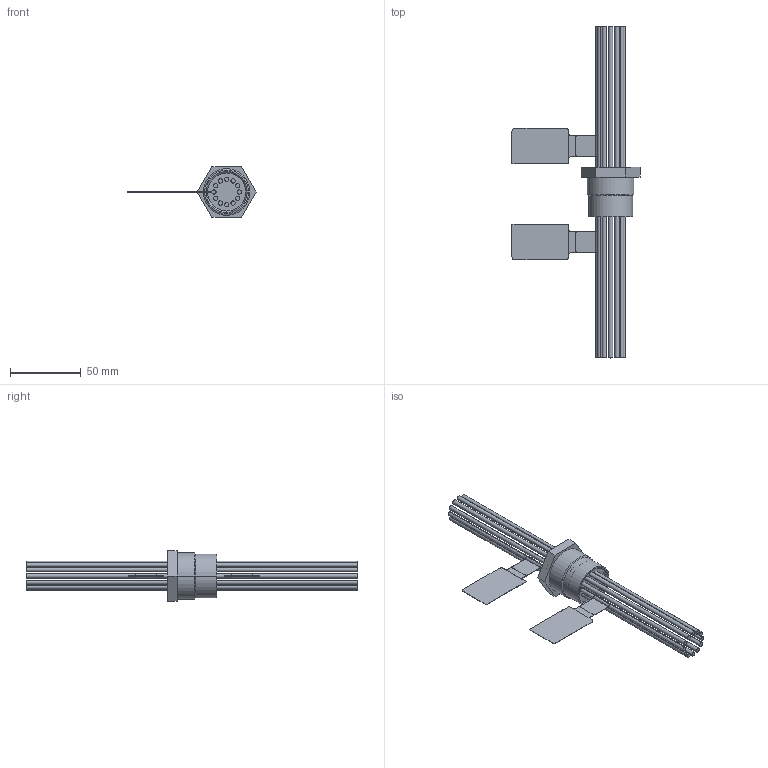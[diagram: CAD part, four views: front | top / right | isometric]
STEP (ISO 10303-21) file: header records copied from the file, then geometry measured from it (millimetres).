
FILE_DESCRIPTION (( 'STEP AP203' ), '1' );
FILE_NAME ('8174_103-1213-11.STEP', '2014-02-15T13:33:38', ( 'Admin' ), ( 'R. STAHL AG' ), 'SwSTEP 2.0', 'SolidWorks 2013', '' );
FILE_SCHEMA (( 'CONFIG_CONTROL_DESIGN' ));
Length unit declared in the file: millimetre
Products named in the file (17): 81_740_06_01_0_AA-Leitung; 81_740_04_01_0_AA-Giessharz; 81_749_98_85_0_eingebaut; 81_749_68_95_0_81_749_68_95_0; 81_749_03_37_0_81 749 05 37 0; 8174_103-1213-11
Assembly tree (17 placements, depth 2):
  8174_103-1213-11
    81_749_03_37_0_81 749 05 37 0
    81_749_68_95_0_81_749_68_95_0
    81_740_06_01_0_AA-Leitung
    81_740_06_01_0_AA-Leitung
    81_740_06_01_0_AA-Leitung
    81_740_06_01_0_AA-Leitung
    81_740_04_01_0_AA-Giessharz
    81_749_98_85_0_eingebaut  x2
    81_740_06_01_0_AA-Leitung
    81_740_06_01_0_AA-Leitung
    81_740_06_01_0_AA-Leitung
    81_740_06_01_0_AA-Leitung
    81_740_06_01_0_AA-Leitung
    81_740_06_01_0_AA-Leitung
    81_740_06_01_0_AA-Leitung
    81_740_06_01_0_AA-Leitung
Bounding box: 90.63 x 235 x 36 mm (x, y, z)
Volume: 46332.6 mm3; surface area: 51026.3 mm2
Topology: 17 solids, 17 shells, 236 faces, 542 edges, 358 vertices
Faces by surface type: cylinder 154, plane 74, cone 8
Entity records: 7836 total; most frequent: DIRECTION 1189, CARTESIAN_POINT 992, ORIENTED_EDGE 922, AXIS2_PLACEMENT_3D 501, EDGE_CURVE 461, VERTEX_POINT 304, EDGE_LOOP 277, CIRCLE 274
